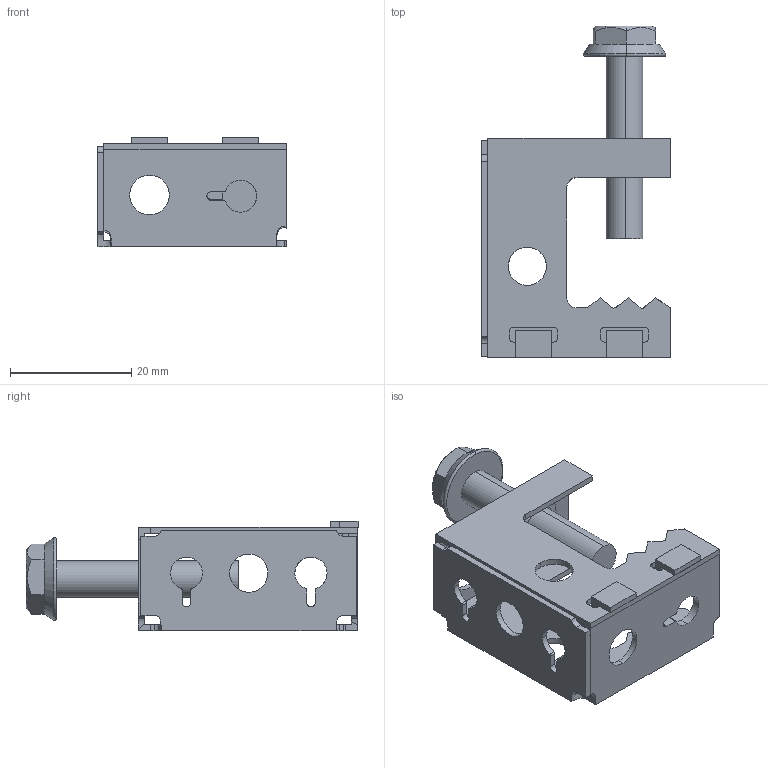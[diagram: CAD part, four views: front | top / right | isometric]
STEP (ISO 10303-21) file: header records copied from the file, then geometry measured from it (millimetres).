
FILE_DESCRIPTION (( 'STEP AP214' ), '1' );
FILE_NAME ('1488587.STEP', '2025-11-18T07:30:58', ( '' ), ( '' ), 'SwSTEP 2.0', 'SolidWorks 2024', '' );
FILE_SCHEMA (( 'AUTOMOTIVE_DESIGN' ));
Length unit declared in the file: millimetre
Products named in the file (1): 1488587
Bounding box: 31 x 54.69 x 18.01 mm (x, y, z)
Volume: 4041.8 mm3; surface area: 7045.5 mm2
Topology: 2 solids, 2 shells, 254 faces, 716 edges, 460 vertices
Faces by surface type: plane 146, cylinder 77, cone 16, bspline 13, torus 2
Entity records: 10720 total; most frequent: CARTESIAN_POINT 4142, ORIENTED_EDGE 1416, DIRECTION 1302, EDGE_CURVE 708, LINE 466, VECTOR 466, VERTEX_POINT 460, AXIS2_PLACEMENT_3D 418
